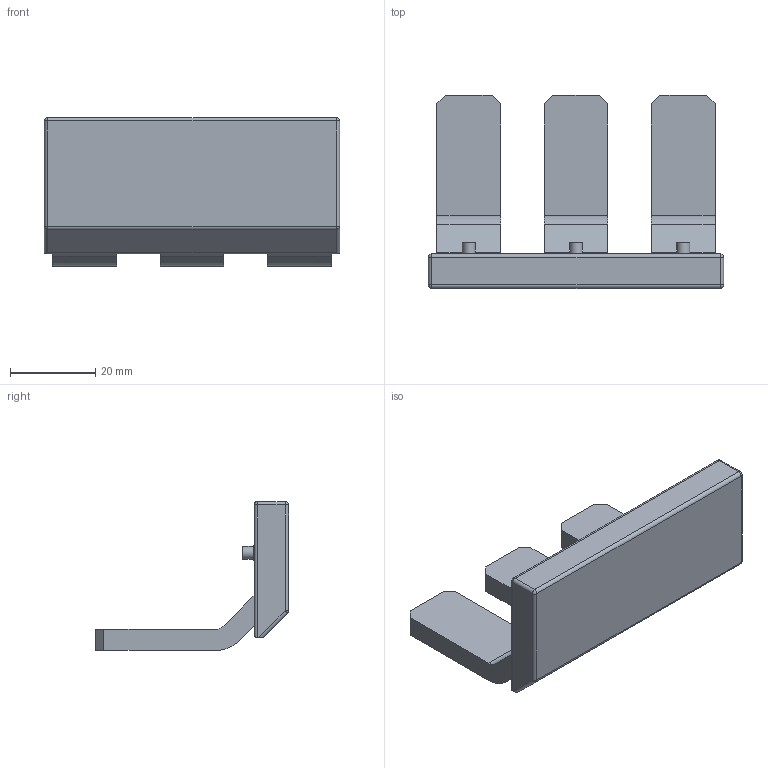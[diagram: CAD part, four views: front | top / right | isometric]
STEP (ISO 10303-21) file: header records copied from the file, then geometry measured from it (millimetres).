
FILE_DESCRIPTION(/* description */ (''),/* implementation_level */ '2;1');
FILE_NAME(/* name */ '2766_2_AQI_3-95.stp',/* time_stamp */ '2020-02-25T08:49:01+01:00',/* author */ (''),/* organization */ (''),/* preprocessor_version */ 'ST-DEVELOPER v16.7',/* originating_system */ 'SIEMENS PLM Software NX 12.0',/* authorisation */ '');
FILE_SCHEMA (('AUTOMOTIVE_DESIGN { 1 0 10303 214 3 1 1 1 }'));
Length unit declared in the file: millimetre
Products named in the file (1): 2766_2_AQI_3-95
Bounding box: 69.4 x 45.4 x 35 mm (x, y, z)
Volume: 20075.1 mm3; surface area: 15867 mm2
Topology: 2 solids, 2 shells, 109 faces, 260 edges, 164 vertices
Faces by surface type: plane 61, cylinder 42, sphere 6
Full cylindrical faces by diameter (mm): 1.8 x3, 3 x3, 3.5 x3, 5 x3, 6 x3
Entity records: 3127 total; most frequent: CARTESIAN_POINT 563, DIRECTION 539, ORIENTED_EDGE 482, EDGE_CURVE 241, AXIS2_PLACEMENT_3D 192, VERTEX_POINT 164, LINE 155, VECTOR 155
